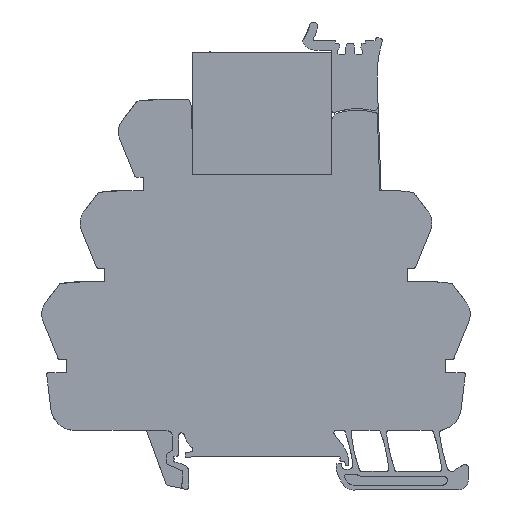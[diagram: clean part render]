
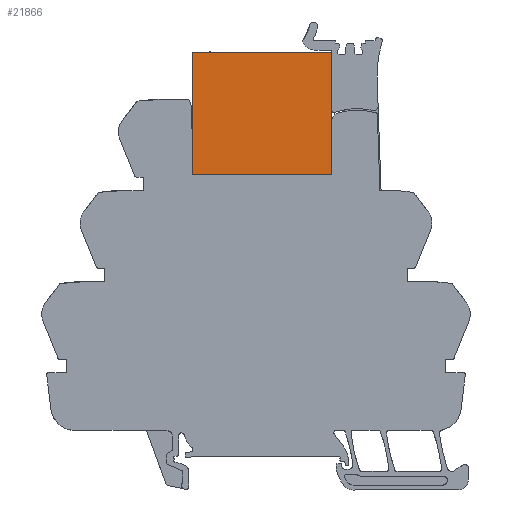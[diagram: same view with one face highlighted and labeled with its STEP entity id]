
A CAD part, left-side view. The second image highlights one B-rep face of the part: STEP entity #21866.
In plain terms, the highlighted planar face has unit normal (-1, 0, 0).
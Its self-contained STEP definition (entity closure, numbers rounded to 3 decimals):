
#21853=AXIS2_PLACEMENT_3D('Plane Axis2P3D',#21850,#21851,#21852) ;
#8338=CARTESIAN_POINT('Vertex',(0.05,28.98,65.7)) ;
#8395=CARTESIAN_POINT('Vertex',(0.05,57.98,65.7)) ;
#12488=CARTESIAN_POINT('Line Origine',(0.05,43.48,65.7)) ;
#16846=CARTESIAN_POINT('Vertex',(0.05,28.98,91.2)) ;
#16851=CARTESIAN_POINT('Line Origine',(0.05,28.98,78.45)) ;
#16906=CARTESIAN_POINT('Line Origine',(0.05,57.98,78.45)) ;
#16910=CARTESIAN_POINT('Vertex',(0.05,57.98,91.2)) ;
#21850=CARTESIAN_POINT('Axis2P3D Location',(0.05,29.368,62.1)) ;
#21855=CARTESIAN_POINT('Line Origine',(0.05,43.48,91.2)) ;
#12489=DIRECTION('Vector Direction',(0.,1.,0.)) ;
#16852=DIRECTION('Vector Direction',(0.,0.,1.)) ;
#16907=DIRECTION('Vector Direction',(0.,0.,-1.)) ;
#21851=DIRECTION('Axis2P3D Direction',(1.,0.,0.)) ;
#21852=DIRECTION('Axis2P3D XDirection',(0.,1.,0.)) ;
#21856=DIRECTION('Vector Direction',(0.,1.,0.)) ;
#12490=VECTOR('Line Direction',#12489,1.) ;
#16853=VECTOR('Line Direction',#16852,1.) ;
#16908=VECTOR('Line Direction',#16907,1.) ;
#21857=VECTOR('Line Direction',#21856,1.) ;
#21861=ORIENTED_EDGE('',*,*,#16912,.F.) ;
#21862=ORIENTED_EDGE('',*,*,#12492,.F.) ;
#21863=ORIENTED_EDGE('',*,*,#16855,.F.) ;
#21864=ORIENTED_EDGE('',*,*,#21859,.F.) ;
#21866=ADVANCED_FACE('Termseries',(#21865),#21854,.F.) ;
#12492=EDGE_CURVE('',#8339,#8396,#12491,.T.) ;
#16855=EDGE_CURVE('',#16847,#8339,#16854,.F.) ;
#16912=EDGE_CURVE('',#8396,#16911,#16909,.F.) ;
#21859=EDGE_CURVE('',#16911,#16847,#21858,.F.) ;
#21860=EDGE_LOOP('',(#21861,#21862,#21863,#21864)) ;
#21865=FACE_OUTER_BOUND('',#21860,.T.) ;
#12491=LINE('Line',#12488,#12490) ;
#16854=LINE('Line',#16851,#16853) ;
#16909=LINE('Line',#16906,#16908) ;
#21858=LINE('Line',#21855,#21857) ;
#21854=PLANE('',#21853) ;
#8339=VERTEX_POINT('',#8338) ;
#8396=VERTEX_POINT('',#8395) ;
#16847=VERTEX_POINT('',#16846) ;
#16911=VERTEX_POINT('',#16910) ;
